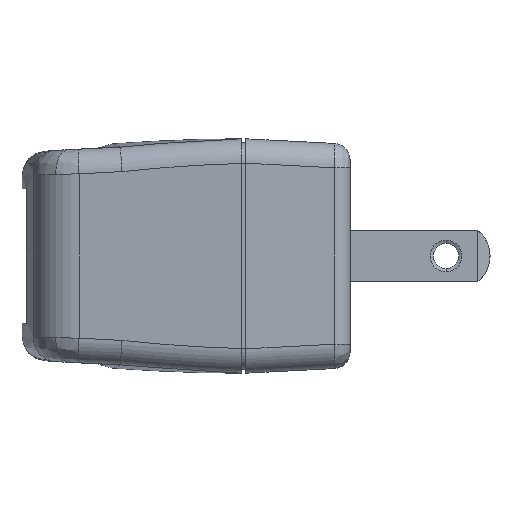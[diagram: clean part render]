
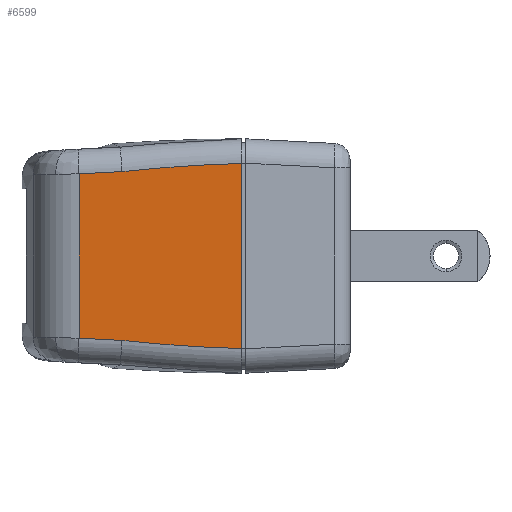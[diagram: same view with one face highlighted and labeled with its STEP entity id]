
A CAD part, left-side view. The second image highlights one B-rep face of the part: STEP entity #6599.
In plain terms, the highlighted planar face has unit normal (-0.999, 0.052, 0).
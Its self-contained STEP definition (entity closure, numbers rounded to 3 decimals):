
#3612=DIRECTION('',(0.,0.,1.));
#3613=VECTOR('',#3612,22.747);
#3614=CARTESIAN_POINT('',(-34.5,0.,
-11.374));
#3615=LINE('',#3614,#3613);
#3805=CARTESIAN_POINT('',(-34.77,-5.139,
172.97));
#3806=DIRECTION('',(0.999,-0.052,0.));
#3807=DIRECTION('',(0.001,0.028,-1.));
#3808=AXIS2_PLACEMENT_3D('',#3805,#3806,#3807);
#3810=DIRECTION('',(0.,0.,1.));
#3811=VECTOR('',#3810,20.197);
#3812=CARTESIAN_POINT('',(-33.452,19.993,
-10.099));
#3813=LINE('',#3812,#3811);
#3814=DIRECTION('',(-0.052,-0.997,0.051));
#3815=VECTOR('',#3814,5.283);
#3816=CARTESIAN_POINT('',(-33.452,19.993,10.099));
#3817=LINE('',#3816,#3815);
#3818=CARTESIAN_POINT('',(-34.5,0.,
-11.374));
#4044=DIRECTION('',(-0.052,-0.997,-0.051));
#4045=VECTOR('',#4044,5.283);
#4046=CARTESIAN_POINT('',(-33.452,19.993,
-10.099));
#4047=LINE('',#4046,#4045);
#4311=CARTESIAN_POINT('',(-34.77,-5.139,
-172.97));
#4312=DIRECTION('',(-0.999,0.052,0.));
#4313=DIRECTION('',(0.001,0.028,1.));
#4314=AXIS2_PLACEMENT_3D('',#4311,#4312,#4313);
#6001=VERTEX_POINT('',#3818);
#6002=CARTESIAN_POINT('',(-34.5,0.,
11.374));
#6003=VERTEX_POINT('',#6002);
#6234=CARTESIAN_POINT('',(-33.452,19.993,
-10.099));
#6235=CARTESIAN_POINT('',(-33.452,19.993,10.099));
#6236=VERTEX_POINT('',#6234);
#6237=VERTEX_POINT('',#6235);
#6240=CARTESIAN_POINT('',(-33.728,14.724,
-10.369));
#6241=VERTEX_POINT('',#6240);
#6242=CARTESIAN_POINT('',(-33.728,14.724,10.369));
#6243=VERTEX_POINT('',#6242);
#6582=CARTESIAN_POINT('',(-34.5,0.,-16.387));
#6583=DIRECTION('',(-0.999,0.052,0.));
#6584=DIRECTION('',(0.,0.,-1.));
#6585=AXIS2_PLACEMENT_3D('',#6582,#6583,#6584);
#6586=PLANE('',#6585);
#6587=ORIENTED_EDGE('',*,*,#6419,.F.);
#6589=ORIENTED_EDGE('',*,*,#6588,.T.);
#6591=ORIENTED_EDGE('',*,*,#6590,.F.);
#6592=ORIENTED_EDGE('',*,*,#6568,.T.);
#6594=ORIENTED_EDGE('',*,*,#6593,.T.);
#6596=ORIENTED_EDGE('',*,*,#6595,.F.);
#6597=EDGE_LOOP('',(#6587,#6589,#6591,#6592,#6594,#6596));
#6598=FACE_OUTER_BOUND('',#6597,.F.);
#6599=ADVANCED_FACE('',(#6598),#6586,.T.);
#3809=CIRCLE('',#3808,184.415);
#4315=CIRCLE('',#4314,184.415);
#6419=EDGE_CURVE('',#6001,#6003,#3615,.T.);
#6568=EDGE_CURVE('',#6236,#6237,#3813,.T.);
#6588=EDGE_CURVE('',#6001,#6241,#3809,.T.);
#6590=EDGE_CURVE('',#6236,#6241,#4047,.T.);
#6593=EDGE_CURVE('',#6237,#6243,#3817,.T.);
#6595=EDGE_CURVE('',#6003,#6243,#4315,.T.);
